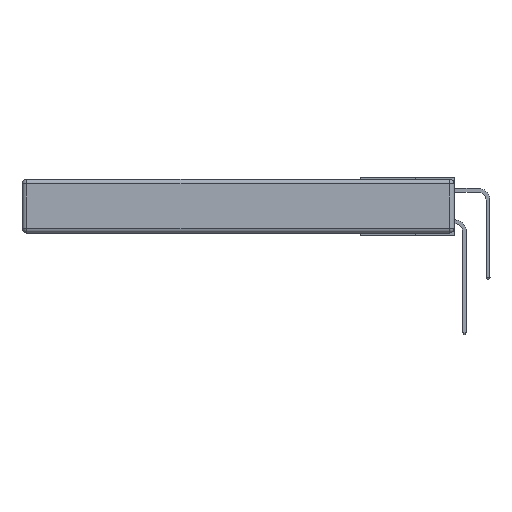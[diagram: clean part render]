
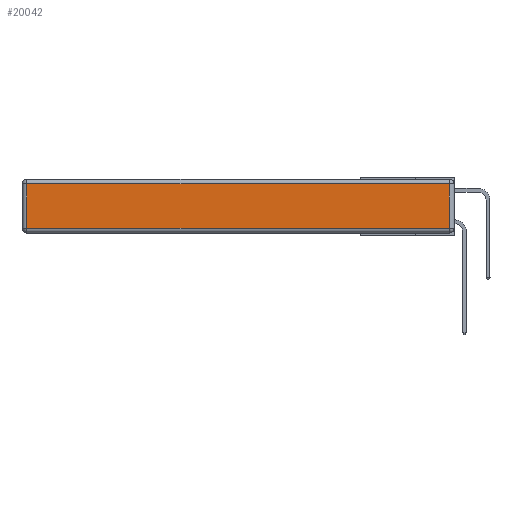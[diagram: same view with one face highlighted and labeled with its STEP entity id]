
A CAD part, left-side view. The second image highlights one B-rep face of the part: STEP entity #20042.
In plain terms, the highlighted planar face has unit normal (-1, 0, 0).
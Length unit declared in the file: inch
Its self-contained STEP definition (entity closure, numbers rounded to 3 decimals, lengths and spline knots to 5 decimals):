
#1918 = ORIENTED_EDGE ( 'NONE', *, *, #3166, .T. ) ;
#3166 = EDGE_CURVE ( 'NONE', #23859, #20699, #9405, .T. ) ;
#4026 = DIRECTION ( 'NONE',  ( 0., -1., 0. ) ) ;
#5073 = CARTESIAN_POINT ( 'NONE',  ( 0., 0.03, -0.313 ) ) ;
#6065 = CARTESIAN_POINT ( 'NONE',  ( 0., 0.03, -0.343 ) ) ;
#7561 = EDGE_CURVE ( 'NONE', #17916, #23859, #28151, .T. ) ;
#9405 = LINE ( 'NONE', #26278, #15318 ) ;
#10928 = VECTOR ( 'NONE', #11226, 39.37008 ) ;
#11226 = DIRECTION ( 'NONE',  ( 0., 1., 0. ) ) ;
#11626 = ORIENTED_EDGE ( 'NONE', *, *, #22658, .T. ) ;
#12943 = VERTEX_POINT ( 'NONE', #24116 ) ;
#13254 = CARTESIAN_POINT ( 'NONE',  ( 0., 2.75, -0.03 ) ) ;
#14324 = DIRECTION ( 'NONE',  ( -1., 0., 0. ) ) ;
#14392 = VECTOR ( 'NONE', #23496, 39.37008 ) ;
#15318 = VECTOR ( 'NONE', #4026, 39.37008 ) ;
#15857 = FACE_OUTER_BOUND ( 'NONE', #19691, .T. ) ;
#16131 = DIRECTION ( 'NONE',  ( 0., 0., -1. ) ) ;
#17916 = VERTEX_POINT ( 'NONE', #18939 ) ;
#18705 = PLANE ( 'NONE',  #20064 ) ;
#18939 = CARTESIAN_POINT ( 'NONE',  ( 0., 2.72, -0.03 ) ) ;
#19691 = EDGE_LOOP ( 'NONE', ( #1918, #27263, #11626, #28077 ) ) ;
#19937 = LINE ( 'NONE', #13254, #10928 ) ;
#20042 = ADVANCED_FACE ( 'NONE', ( #15857 ), #18705, .T. ) ;
#20064 = AXIS2_PLACEMENT_3D ( 'NONE', #20912, #14324, #21206 ) ;
#20316 = LINE ( 'NONE', #6065, #14392 ) ;
#20699 = VERTEX_POINT ( 'NONE', #5073 ) ;
#20912 = CARTESIAN_POINT ( 'NONE',  ( 0., 0., -0.343 ) ) ;
#21206 = DIRECTION ( 'NONE',  ( 0., 0., 1. ) ) ;
#22572 = EDGE_CURVE ( 'NONE', #20699, #12943, #20316, .T. ) ;
#22658 = EDGE_CURVE ( 'NONE', #12943, #17916, #19937, .T. ) ;
#23496 = DIRECTION ( 'NONE',  ( 0., 0., 1. ) ) ;
#23859 = VERTEX_POINT ( 'NONE', #26461 ) ;
#24116 = CARTESIAN_POINT ( 'NONE',  ( 0., 0.03, -0.03 ) ) ;
#24976 = CARTESIAN_POINT ( 'NONE',  ( 0., 2.72, -0.343 ) ) ;
#26278 = CARTESIAN_POINT ( 'NONE',  ( 0., 0., -0.313 ) ) ;
#26461 = CARTESIAN_POINT ( 'NONE',  ( 0., 2.72, -0.313 ) ) ;
#27145 = VECTOR ( 'NONE', #16131, 39.37008 ) ;
#27263 = ORIENTED_EDGE ( 'NONE', *, *, #22572, .T. ) ;
#28077 = ORIENTED_EDGE ( 'NONE', *, *, #7561, .T. ) ;
#28151 = LINE ( 'NONE', #24976, #27145 ) ;
